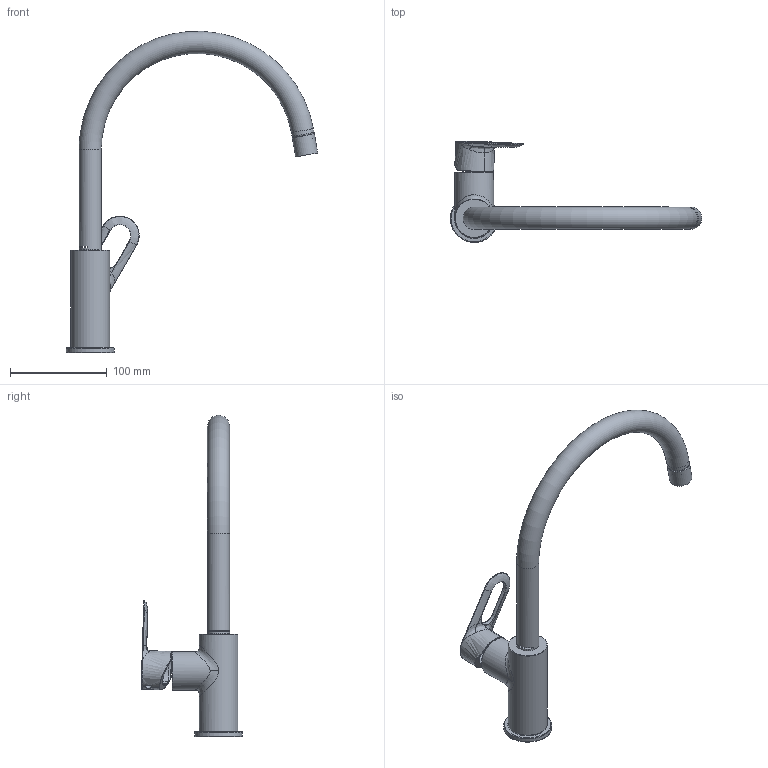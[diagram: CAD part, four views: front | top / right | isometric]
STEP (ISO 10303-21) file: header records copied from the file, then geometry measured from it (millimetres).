
FILE_DESCRIPTION(/* description */ ('Unknown'),/* implementation_level */ '2;1');
FILE_NAME(/* name */ '31368001',/* time_stamp */ '2022-08-26T15:24:03+02:00',/* author */ ('Unknown'),/* organization */ ('GROHE AG'),/* preprocessor_version */ 'ST-DEVELOPER v16.7',/* originating_system */ 'DEX',/* authorisation */ $);
FILE_SCHEMA (('AUTOMOTIVE_DESIGN {1 0 10303 214 3 1 1}'));
Length unit declared in the file: millimetre
Products named in the file (5): 31368001; 62311-02-00; 31368001_0; 31368001_1
Assembly tree (4 placements, depth 2):
  31368001
    62311-02-00
    31368001
    31368001_0
    31368001_1
Bounding box: 259.9 x 104.38 x 332.14 mm (x, y, z)
Volume: 350623.5 mm3; surface area: 78792.8 mm2
Topology: 4 solids, 8 shells, 390 faces, 955 edges, 584 vertices
Faces by surface type: plane 135, bspline 114, cylinder 100, torus 20, cone 13, sphere 8
Full cylindrical faces by diameter (mm): 3.242 x4, 4.2 x2, 6.5 x1, 18.7 x1, 20 x1, 21 x1, 22 x1, 23 x2, 23.15 x1, 33.4 x1, 40 x2, 49.5 x1
Entity records: 21749 total; most frequent: CARTESIAN_POINT 13479, ORIENTED_EDGE 1810, DIRECTION 1171, EDGE_CURVE 905, VERTEX_POINT 573, FACE_BOUND 438, EDGE_LOOP 436, AXIS2_PLACEMENT_3D 418
